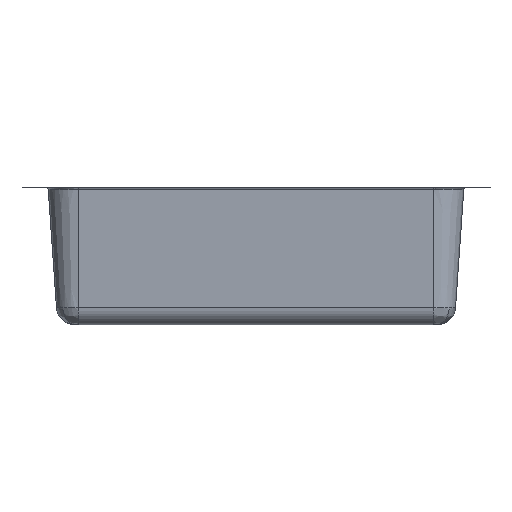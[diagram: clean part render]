
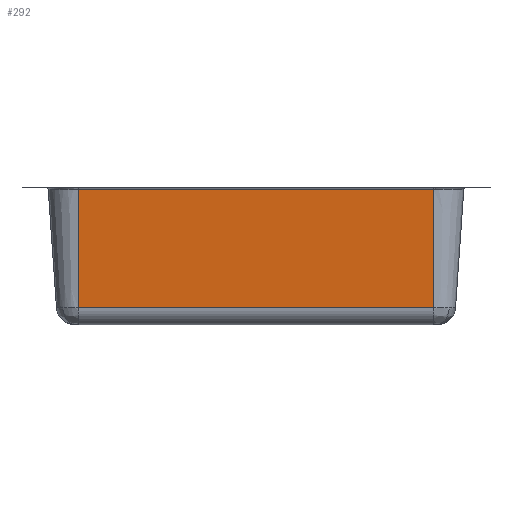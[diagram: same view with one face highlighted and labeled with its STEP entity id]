
A CAD part, left-side view. The second image highlights one B-rep face of the part: STEP entity #292.
In plain terms, the highlighted planar face has unit normal (0.998, 0, 0.07).
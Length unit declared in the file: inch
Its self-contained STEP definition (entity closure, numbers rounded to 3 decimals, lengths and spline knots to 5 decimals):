
#168 = EDGE_CURVE ( 'NONE', #174, #185, #1062, .T. ) ;
#171 = EDGE_CURVE ( 'NONE', #202, #185, #1010, .T. ) ;
#174 = VERTEX_POINT ( 'NONE', #1000 ) ;
#185 = VERTEX_POINT ( 'NONE', #994 ) ;
#202 = VERTEX_POINT ( 'NONE', #932 ) ;
#271 = VERTEX_POINT ( 'NONE', #1146 ) ;
#277 = EDGE_LOOP ( 'NONE', ( #293, #294, #295, #297 ) ) ;
#291 = EDGE_CURVE ( 'NONE', #202, #271, #960, .T. ) ;
#292 = ADVANCED_FACE ( 'NONE', ( #956 ), #1134, .F. ) ;
#293 = ORIENTED_EDGE ( 'NONE', *, *, #171, .T. ) ;
#294 = ORIENTED_EDGE ( 'NONE', *, *, #168, .F. ) ;
#295 = ORIENTED_EDGE ( 'NONE', *, *, #296, .F. ) ;
#296 = EDGE_CURVE ( 'NONE', #271, #174, #1272, .T. ) ;
#297 = ORIENTED_EDGE ( 'NONE', *, *, #291, .F. ) ;
#349 = CARTESIAN_POINT ( 'NONE',  ( -4.07052, -1.844, 0.23675 ) ) ;
#932 = CARTESIAN_POINT ( 'NONE',  ( -4.1562, 1.844, 1.46209 ) ) ;
#955 = DIRECTION ( 'NONE',  ( -0.998, 0., -0.07 ) ) ;
#956 = FACE_OUTER_BOUND ( 'NONE', #277, .T. ) ;
#957 = DIRECTION ( 'NONE',  ( 0.07, 0., -0.998 ) ) ;
#958 = VECTOR ( 'NONE', #957, 39.37008 ) ;
#959 = CARTESIAN_POINT ( 'NONE',  ( -4.11336, 1.844, 0.84942 ) ) ;
#960 = LINE ( 'NONE', #959, #958 ) ;
#994 = CARTESIAN_POINT ( 'NONE',  ( -4.1562, -1.844, 1.46209 ) ) ;
#1000 = CARTESIAN_POINT ( 'NONE',  ( -4.07052, -1.844, 0.23675 ) ) ;
#1007 = DIRECTION ( 'NONE',  ( 0., -1., 0. ) ) ;
#1008 = VECTOR ( 'NONE', #1007, 39.37008 ) ;
#1009 = CARTESIAN_POINT ( 'NONE',  ( -4.1562, 0., 1.46209 ) ) ;
#1010 = LINE ( 'NONE', #1009, #1008 ) ;
#1011 = DIRECTION ( 'NONE',  ( -0.07, 0., 0.998 ) ) ;
#1012 = VECTOR ( 'NONE', #1011, 39.37008 ) ;
#1061 = CARTESIAN_POINT ( 'NONE',  ( -4.11336, -1.844, 0.84942 ) ) ;
#1062 = LINE ( 'NONE', #1061, #1012 ) ;
#1128 = AXIS2_PLACEMENT_3D ( 'NONE', #349, #955, #1273 ) ;
#1134 = PLANE ( 'NONE',  #1128 ) ;
#1146 = CARTESIAN_POINT ( 'NONE',  ( -4.07052, 1.844, 0.23675 ) ) ;
#1272 = LINE ( 'NONE', #1309, #1308 ) ;
#1273 = DIRECTION ( 'NONE',  ( -0.07, 0., 0.998 ) ) ;
#1307 = DIRECTION ( 'NONE',  ( 0., -1., 0. ) ) ;
#1308 = VECTOR ( 'NONE', #1307, 39.37008 ) ;
#1309 = CARTESIAN_POINT ( 'NONE',  ( -4.07052, 0., 0.23675 ) ) ;
